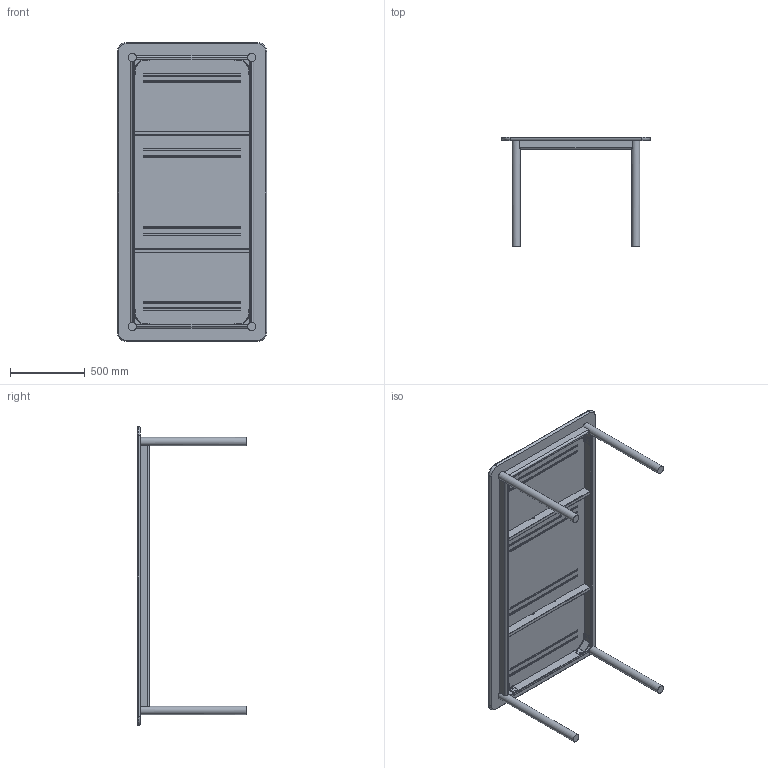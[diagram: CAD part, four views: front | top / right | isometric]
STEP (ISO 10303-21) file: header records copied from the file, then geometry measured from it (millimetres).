
FILE_DESCRIPTION(/* description */ (''),/* implementation_level */ '2;1');
FILE_NAME(/* name */ 'RENAME.stp',/* time_stamp */ '2025-05-20T11:23:04+02:00',/* author */ ('reg'),/* organization */ (''),/* preprocessor_version */ 'ST-DEVELOPER v20',/* originating_system */ 'Autodesk Inventor 2025',/* authorisation */ '');
FILE_SCHEMA (('AUTOMOTIVE_DESIGN { 1 0 10303 214 3 1 1 }'));
Length unit declared in the file: millimetre
Products named in the file (1): 6681-A-2000_Simplify_1
Bounding box: 1000 x 730 x 2000 mm (x, y, z)
Volume: 56519587.3 mm3; surface area: 6151451.5 mm2
Topology: 19 solids, 19 shells, 598 faces, 1248 edges, 704 vertices
Faces by surface type: plane 406, cylinder 152, bspline 32, torus 8
Full cylindrical faces by diameter (mm): 10 x16, 55 x4
Entity records: 16814 total; most frequent: CARTESIAN_POINT 3727, DIRECTION 2534, ORIENTED_EDGE 2496, EDGE_CURVE 1248, LINE 888, VECTOR 888, AXIS2_PLACEMENT_3D 823, VERTEX_POINT 704
